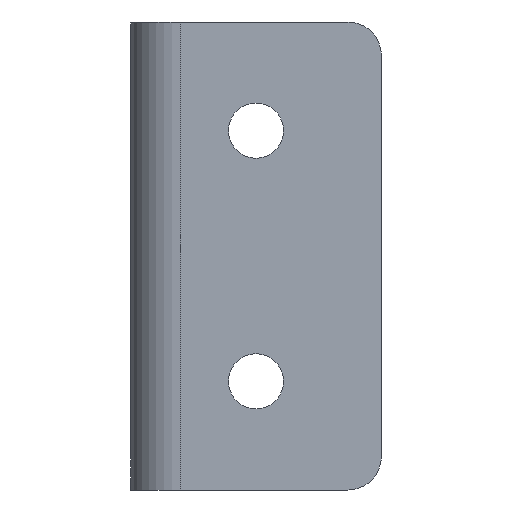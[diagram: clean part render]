
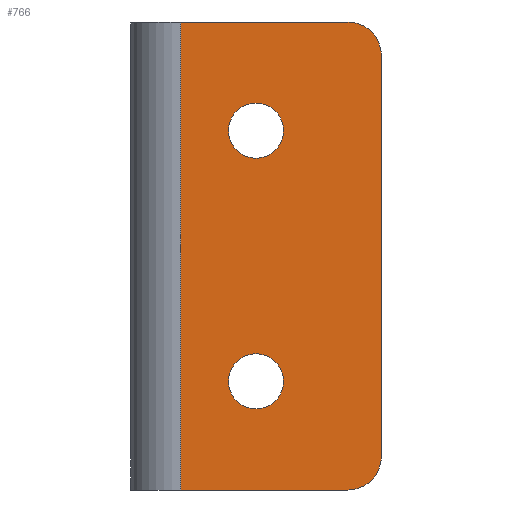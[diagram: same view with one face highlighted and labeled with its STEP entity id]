
A CAD part, front view. The second image highlights one B-rep face of the part: STEP entity #766.
In plain terms, the highlighted planar face has unit normal (0, -1, 0).
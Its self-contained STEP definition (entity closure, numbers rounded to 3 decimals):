
#9 = DIRECTION ( 'NONE',  ( 0., 0., -1. ) ) ;
#17 = ORIENTED_EDGE ( 'NONE', *, *, #556, .T. ) ;
#20 = CARTESIAN_POINT ( 'NONE',  ( 30., 0., 24. ) ) ;
#24 = ORIENTED_EDGE ( 'NONE', *, *, #898, .T. ) ;
#35 = DIRECTION ( 'NONE',  ( 0., -1., 0. ) ) ;
#44 = ORIENTED_EDGE ( 'NONE', *, *, #810, .F. ) ;
#55 = DIRECTION ( 'NONE',  ( 1., 0., 0. ) ) ;
#57 = CARTESIAN_POINT ( 'NONE',  ( 30., 0., -28. ) ) ;
#63 = CARTESIAN_POINT ( 'NONE',  ( 30., 0., -24. ) ) ;
#73 = CARTESIAN_POINT ( 'NONE',  ( 26., 0., -28. ) ) ;
#75 = ORIENTED_EDGE ( 'NONE', *, *, #413, .T. ) ;
#87 = ORIENTED_EDGE ( 'NONE', *, *, #800, .F. ) ;
#88 = DIRECTION ( 'NONE',  ( 0., -1., 0. ) ) ;
#92 = CARTESIAN_POINT ( 'NONE',  ( 30., 0., -28. ) ) ;
#113 = CARTESIAN_POINT ( 'NONE',  ( 30., 0., 28. ) ) ;
#122 = DIRECTION ( 'NONE',  ( 0., -1., 0. ) ) ;
#135 = VECTOR ( 'NONE', #693, 1000. ) ;
#141 = EDGE_CURVE ( 'NONE', #261, #498, #721, .T. ) ;
#145 = DIRECTION ( 'NONE',  ( 0., -1., 0. ) ) ;
#167 = ORIENTED_EDGE ( 'NONE', *, *, #141, .F. ) ;
#168 = CARTESIAN_POINT ( 'NONE',  ( 15., 0., -15. ) ) ;
#227 = EDGE_LOOP ( 'NONE', ( #44, #87 ) ) ;
#238 = CARTESIAN_POINT ( 'NONE',  ( 26., 0., -24. ) ) ;
#244 = PLANE ( 'NONE',  #468 ) ;
#261 = VERTEX_POINT ( 'NONE', #801 ) ;
#298 = VERTEX_POINT ( 'NONE', #376 ) ;
#311 = EDGE_CURVE ( 'NONE', #433, #298, #738, .T. ) ;
#316 = ORIENTED_EDGE ( 'NONE', *, *, #726, .F. ) ;
#319 = DIRECTION ( 'NONE',  ( 0., -1., 0. ) ) ;
#321 = CARTESIAN_POINT ( 'NONE',  ( 26., 0., 24. ) ) ;
#325 = DIRECTION ( 'NONE',  ( 0., -1., 0. ) ) ;
#341 = VERTEX_POINT ( 'NONE', #536 ) ;
#367 = AXIS2_PLACEMENT_3D ( 'NONE', #321, #754, #689 ) ;
#376 = CARTESIAN_POINT ( 'NONE',  ( 18.3, 0., -15. ) ) ;
#382 = EDGE_CURVE ( 'NONE', #403, #498, #829, .T. ) ;
#388 = DIRECTION ( 'NONE',  ( 1., 0., 0. ) ) ;
#393 = DIRECTION ( 'NONE',  ( 0., 0., -1. ) ) ;
#403 = VERTEX_POINT ( 'NONE', #20 ) ;
#405 = DIRECTION ( 'NONE',  ( 1., 0., 0. ) ) ;
#413 = EDGE_CURVE ( 'NONE', #261, #752, #767, .T. ) ;
#421 = CARTESIAN_POINT ( 'NONE',  ( 26., 0., 28. ) ) ;
#425 = DIRECTION ( 'NONE',  ( 0., 0., 1. ) ) ;
#433 = VERTEX_POINT ( 'NONE', #894 ) ;
#456 = CARTESIAN_POINT ( 'NONE',  ( 18.3, 0., 15. ) ) ;
#460 = FACE_OUTER_BOUND ( 'NONE', #601, .T. ) ;
#468 = AXIS2_PLACEMENT_3D ( 'NONE', #92, #319, #388 ) ;
#470 = CARTESIAN_POINT ( 'NONE',  ( 15., 0., 15. ) ) ;
#484 = CIRCLE ( 'NONE', #550, 3.3 ) ;
#486 = CARTESIAN_POINT ( 'NONE',  ( 15., 0., 15. ) ) ;
#498 = VERTEX_POINT ( 'NONE', #421 ) ;
#509 = CARTESIAN_POINT ( 'NONE',  ( 15., 0., -15. ) ) ;
#530 = CIRCLE ( 'NONE', #609, 3.3 ) ;
#536 = CARTESIAN_POINT ( 'NONE',  ( 11.7, 0., 15. ) ) ;
#540 = FACE_BOUND ( 'NONE', #861, .T. ) ;
#546 = FACE_BOUND ( 'NONE', #227, .T. ) ;
#550 = AXIS2_PLACEMENT_3D ( 'NONE', #168, #88, #393 ) ;
#553 = LINE ( 'NONE', #778, #936 ) ;
#556 = EDGE_CURVE ( 'NONE', #752, #694, #553, .T. ) ;
#601 = EDGE_LOOP ( 'NONE', ( #17, #900, #24, #924, #167, #75 ) ) ;
#609 = AXIS2_PLACEMENT_3D ( 'NONE', #470, #122, #843 ) ;
#617 = DIRECTION ( 'NONE',  ( 1., 0., 0. ) ) ;
#628 = DIRECTION ( 'NONE',  ( 0., 0., -1. ) ) ;
#674 = AXIS2_PLACEMENT_3D ( 'NONE', #486, #35, #628 ) ;
#689 = DIRECTION ( 'NONE',  ( 1., 0., 0. ) ) ;
#693 = DIRECTION ( 'NONE',  ( 0., 0., -1. ) ) ;
#694 = VERTEX_POINT ( 'NONE', #73 ) ;
#708 = VECTOR ( 'NONE', #425, 1000. ) ;
#718 = VERTEX_POINT ( 'NONE', #456 ) ;
#721 = LINE ( 'NONE', #113, #809 ) ;
#726 = EDGE_CURVE ( 'NONE', #298, #433, #484, .T. ) ;
#734 = LINE ( 'NONE', #57, #708 ) ;
#738 = CIRCLE ( 'NONE', #798, 3.3 ) ;
#752 = VERTEX_POINT ( 'NONE', #904 ) ;
#754 = DIRECTION ( 'NONE',  ( 0., -1., 0. ) ) ;
#756 = EDGE_CURVE ( 'NONE', #694, #915, #933, .T. ) ;
#762 = CARTESIAN_POINT ( 'NONE',  ( 6., 0., -28. ) ) ;
#766 = ADVANCED_FACE ( 'NONE', ( #540, #546, #460 ), #244, .T. ) ;
#767 = LINE ( 'NONE', #762, #135 ) ;
#778 = CARTESIAN_POINT ( 'NONE',  ( 30., 0., -28. ) ) ;
#779 = AXIS2_PLACEMENT_3D ( 'NONE', #238, #325, #617 ) ;
#798 = AXIS2_PLACEMENT_3D ( 'NONE', #509, #145, #9 ) ;
#800 = EDGE_CURVE ( 'NONE', #341, #718, #530, .T. ) ;
#801 = CARTESIAN_POINT ( 'NONE',  ( 6., 0., 28. ) ) ;
#809 = VECTOR ( 'NONE', #55, 1000. ) ;
#810 = EDGE_CURVE ( 'NONE', #718, #341, #853, .T. ) ;
#828 = ORIENTED_EDGE ( 'NONE', *, *, #311, .F. ) ;
#829 = CIRCLE ( 'NONE', #367, 4. ) ;
#843 = DIRECTION ( 'NONE',  ( 0., 0., -1. ) ) ;
#853 = CIRCLE ( 'NONE', #674, 3.3 ) ;
#861 = EDGE_LOOP ( 'NONE', ( #316, #828 ) ) ;
#894 = CARTESIAN_POINT ( 'NONE',  ( 11.7, 0., -15. ) ) ;
#898 = EDGE_CURVE ( 'NONE', #915, #403, #734, .T. ) ;
#900 = ORIENTED_EDGE ( 'NONE', *, *, #756, .T. ) ;
#904 = CARTESIAN_POINT ( 'NONE',  ( 6., 0., -28. ) ) ;
#915 = VERTEX_POINT ( 'NONE', #63 ) ;
#924 = ORIENTED_EDGE ( 'NONE', *, *, #382, .T. ) ;
#933 = CIRCLE ( 'NONE', #779, 4. ) ;
#936 = VECTOR ( 'NONE', #405, 1000. ) ;
